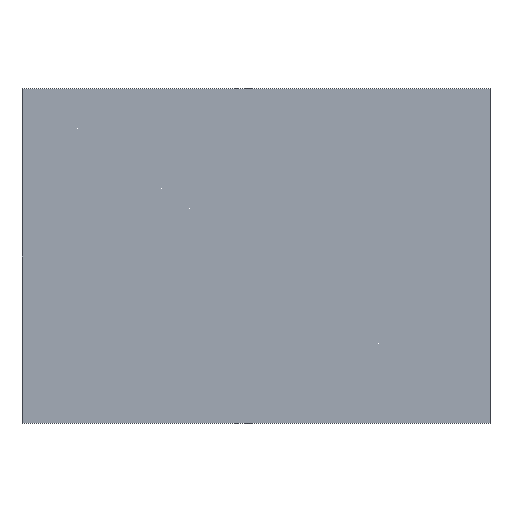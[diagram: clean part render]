
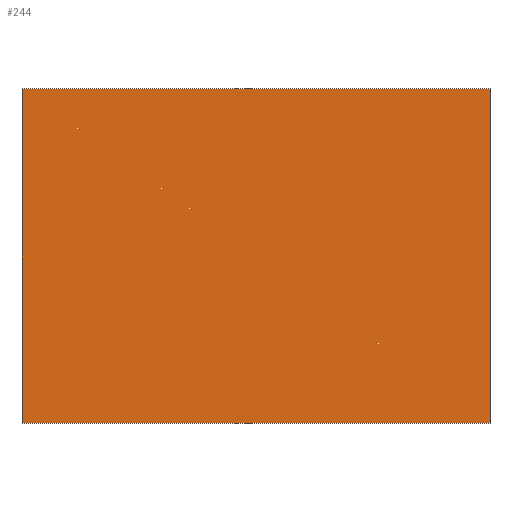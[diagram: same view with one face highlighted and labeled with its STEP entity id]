
A CAD part, front view. The second image highlights one B-rep face of the part: STEP entity #244.
In plain terms, the highlighted planar face has unit normal (0, -1, 0).
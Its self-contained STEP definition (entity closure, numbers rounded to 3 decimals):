
#7 = DIRECTION ( 'NONE',  ( -1., 0., 0. ) ) ;
#14 = LINE ( 'NONE', #185, #222 ) ;
#16 = VECTOR ( 'NONE', #208, 1000. ) ;
#19 = CARTESIAN_POINT ( 'NONE',  ( -0.7, 0., 0.5 ) ) ;
#34 = EDGE_CURVE ( 'NONE', #164, #35, #128, .T. ) ;
#35 = VERTEX_POINT ( 'NONE', #42 ) ;
#42 = CARTESIAN_POINT ( 'NONE',  ( -0.7, 0., 0.5 ) ) ;
#49 = EDGE_CURVE ( 'NONE', #287, #138, #14, .T. ) ;
#50 = ORIENTED_EDGE ( 'NONE', *, *, #246, .F. ) ;
#63 = CARTESIAN_POINT ( 'NONE',  ( 0., 0., 0. ) ) ;
#105 = AXIS2_PLACEMENT_3D ( 'NONE', #63, #157, #143 ) ;
#117 = EDGE_LOOP ( 'NONE', ( #146, #224, #218, #50 ) ) ;
#128 = LINE ( 'NONE', #227, #207 ) ;
#138 = VERTEX_POINT ( 'NONE', #230 ) ;
#143 = DIRECTION ( 'NONE',  ( 0., 0., -1. ) ) ;
#146 = ORIENTED_EDGE ( 'NONE', *, *, #49, .F. ) ;
#157 = DIRECTION ( 'NONE',  ( 0., -1., 0. ) ) ;
#164 = VERTEX_POINT ( 'NONE', #184 ) ;
#176 = LINE ( 'NONE', #188, #216 ) ;
#184 = CARTESIAN_POINT ( 'NONE',  ( -0.7, 0., -0.5 ) ) ;
#185 = CARTESIAN_POINT ( 'NONE',  ( 0.7, 0., 0.5 ) ) ;
#188 = CARTESIAN_POINT ( 'NONE',  ( -0.7, 0., -0.5 ) ) ;
#190 = DIRECTION ( 'NONE',  ( 0., 0., -1. ) ) ;
#197 = EDGE_CURVE ( 'NONE', #35, #287, #265, .T. ) ;
#199 = FACE_OUTER_BOUND ( 'NONE', #117, .T. ) ;
#207 = VECTOR ( 'NONE', #256, 1000. ) ;
#208 = DIRECTION ( 'NONE',  ( 1., 0., 0. ) ) ;
#214 = CARTESIAN_POINT ( 'NONE',  ( 0.7, 0., 0.5 ) ) ;
#216 = VECTOR ( 'NONE', #7, 1000. ) ;
#218 = ORIENTED_EDGE ( 'NONE', *, *, #34, .F. ) ;
#222 = VECTOR ( 'NONE', #190, 1000. ) ;
#224 = ORIENTED_EDGE ( 'NONE', *, *, #197, .F. ) ;
#227 = CARTESIAN_POINT ( 'NONE',  ( -0.7, 0., 0.5 ) ) ;
#230 = CARTESIAN_POINT ( 'NONE',  ( 0.7, 0., -0.5 ) ) ;
#244 = ADVANCED_FACE ( 'NONE', ( #199 ), #253, .T. ) ;
#246 = EDGE_CURVE ( 'NONE', #138, #164, #176, .T. ) ;
#253 = PLANE ( 'NONE',  #105 ) ;
#256 = DIRECTION ( 'NONE',  ( 0., 0., 1. ) ) ;
#265 = LINE ( 'NONE', #19, #16 ) ;
#287 = VERTEX_POINT ( 'NONE', #214 ) ;
